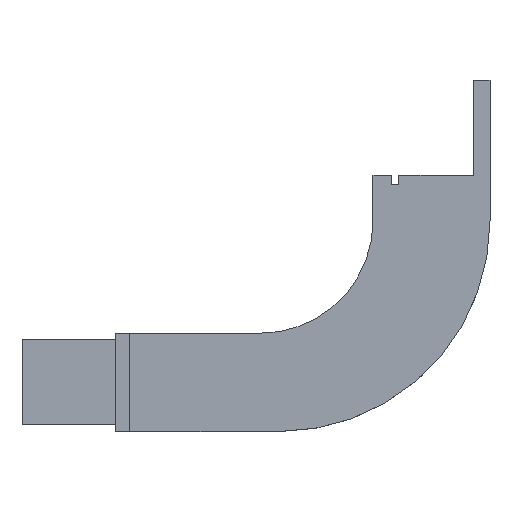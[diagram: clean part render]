
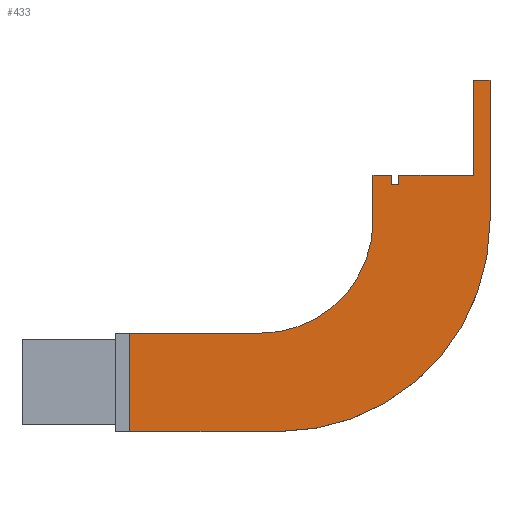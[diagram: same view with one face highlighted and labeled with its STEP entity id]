
A CAD part, top view. The second image highlights one B-rep face of the part: STEP entity #433.
In plain terms, the highlighted planar face has unit normal (0, 0, 1).
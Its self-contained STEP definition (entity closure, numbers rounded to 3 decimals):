
#32 = VERTEX_POINT('',#33);
#33 = CARTESIAN_POINT('',(23.,10.5,10.5));
#125 = EDGE_CURVE('',#32,#126,#128,.T.);
#126 = VERTEX_POINT('',#127);
#127 = CARTESIAN_POINT('',(51.,10.5,10.5));
#128 = LINE('',#129,#130);
#129 = CARTESIAN_POINT('',(23.,10.5,10.5));
#130 = VECTOR('',#131,1.);
#131 = DIRECTION('',(1.,0.,0.));
#187 = EDGE_CURVE('',#32,#188,#190,.T.);
#188 = VERTEX_POINT('',#189);
#189 = CARTESIAN_POINT('',(23.,-10.5,10.5));
#190 = LINE('',#191,#192);
#191 = CARTESIAN_POINT('',(23.,10.5,10.5));
#192 = VECTOR('',#193,1.);
#193 = DIRECTION('',(0.,-1.,0.));
#307 = EDGE_CURVE('',#126,#308,#310,.T.);
#308 = VERTEX_POINT('',#309);
#309 = CARTESIAN_POINT('',(75.,34.5,10.5));
#310 = CIRCLE('',#311,24.);
#311 = AXIS2_PLACEMENT_3D('',#312,#313,#314);
#312 = CARTESIAN_POINT('',(51.,34.5,10.5));
#313 = DIRECTION('',(0.,0.,1.));
#314 = DIRECTION('',(1.,0.,0.));
#433 = ADVANCED_FACE('',(#434),#526,.T.);
#434 = FACE_BOUND('',#435,.T.);
#435 = EDGE_LOOP('',(#436,#444,#453,#461,#469,#477,#485,#493,#501,#509,
    #517,#523,#524,#525));
#436 = ORIENTED_EDGE('',*,*,#437,.F.);
#437 = EDGE_CURVE('',#438,#188,#440,.T.);
#438 = VERTEX_POINT('',#439);
#439 = CARTESIAN_POINT('',(55.,-10.5,10.5));
#440 = LINE('',#441,#442);
#441 = CARTESIAN_POINT('',(55.,-10.5,10.5));
#442 = VECTOR('',#443,1.);
#443 = DIRECTION('',(-1.,0.,0.));
#444 = ORIENTED_EDGE('',*,*,#445,.T.);
#445 = EDGE_CURVE('',#438,#446,#448,.T.);
#446 = VERTEX_POINT('',#447);
#447 = CARTESIAN_POINT('',(100.,34.5,10.5));
#448 = CIRCLE('',#449,45.);
#449 = AXIS2_PLACEMENT_3D('',#450,#451,#452);
#450 = CARTESIAN_POINT('',(55.,34.5,10.5));
#451 = DIRECTION('',(0.,0.,1.));
#452 = DIRECTION('',(1.,0.,0.));
#453 = ORIENTED_EDGE('',*,*,#454,.F.);
#454 = EDGE_CURVE('',#455,#446,#457,.T.);
#455 = VERTEX_POINT('',#456);
#456 = CARTESIAN_POINT('',(100.,64.5,10.5));
#457 = LINE('',#458,#459);
#458 = CARTESIAN_POINT('',(100.,64.5,10.5));
#459 = VECTOR('',#460,1.);
#460 = DIRECTION('',(0.,-1.,0.));
#461 = ORIENTED_EDGE('',*,*,#462,.F.);
#462 = EDGE_CURVE('',#463,#455,#465,.T.);
#463 = VERTEX_POINT('',#464);
#464 = CARTESIAN_POINT('',(96.5,64.5,10.5));
#465 = LINE('',#466,#467);
#466 = CARTESIAN_POINT('',(75.,64.5,10.5));
#467 = VECTOR('',#468,1.);
#468 = DIRECTION('',(1.,0.,0.));
#469 = ORIENTED_EDGE('',*,*,#470,.F.);
#470 = EDGE_CURVE('',#471,#463,#473,.T.);
#471 = VERTEX_POINT('',#472);
#472 = CARTESIAN_POINT('',(96.5,44.288,10.5));
#473 = LINE('',#474,#475);
#474 = CARTESIAN_POINT('',(96.5,37.979,10.5));
#475 = VECTOR('',#476,1.);
#476 = DIRECTION('',(0.,1.,0.));
#477 = ORIENTED_EDGE('',*,*,#478,.T.);
#478 = EDGE_CURVE('',#471,#479,#481,.T.);
#479 = VERTEX_POINT('',#480);
#480 = CARTESIAN_POINT('',(80.5,44.288,10.5));
#481 = LINE('',#482,#483);
#482 = CARTESIAN_POINT('',(80.5,44.288,10.5));
#483 = VECTOR('',#484,1.);
#484 = DIRECTION('',(-1.,0.,0.));
#485 = ORIENTED_EDGE('',*,*,#486,.T.);
#486 = EDGE_CURVE('',#479,#487,#489,.T.);
#487 = VERTEX_POINT('',#488);
#488 = CARTESIAN_POINT('',(80.5,42.272,10.5));
#489 = LINE('',#490,#491);
#490 = CARTESIAN_POINT('',(80.5,37.979,10.5));
#491 = VECTOR('',#492,1.);
#492 = DIRECTION('',(0.,-1.,0.));
#493 = ORIENTED_EDGE('',*,*,#494,.F.);
#494 = EDGE_CURVE('',#495,#487,#497,.T.);
#495 = VERTEX_POINT('',#496);
#496 = CARTESIAN_POINT('',(79.,42.272,10.5));
#497 = LINE('',#498,#499);
#498 = CARTESIAN_POINT('',(79.,42.272,10.5));
#499 = VECTOR('',#500,1.);
#500 = DIRECTION('',(1.,0.,0.));
#501 = ORIENTED_EDGE('',*,*,#502,.T.);
#502 = EDGE_CURVE('',#495,#503,#505,.T.);
#503 = VERTEX_POINT('',#504);
#504 = CARTESIAN_POINT('',(79.,44.288,10.5));
#505 = LINE('',#506,#507);
#506 = CARTESIAN_POINT('',(79.,37.979,10.5));
#507 = VECTOR('',#508,1.);
#508 = DIRECTION('',(0.,1.,0.));
#509 = ORIENTED_EDGE('',*,*,#510,.F.);
#510 = EDGE_CURVE('',#511,#503,#513,.T.);
#511 = VERTEX_POINT('',#512);
#512 = CARTESIAN_POINT('',(75.,44.288,10.5));
#513 = LINE('',#514,#515);
#514 = CARTESIAN_POINT('',(79.,44.288,10.5));
#515 = VECTOR('',#516,1.);
#516 = DIRECTION('',(1.,0.,0.));
#517 = ORIENTED_EDGE('',*,*,#518,.F.);
#518 = EDGE_CURVE('',#308,#511,#519,.T.);
#519 = LINE('',#520,#521);
#520 = CARTESIAN_POINT('',(75.,34.5,10.5));
#521 = VECTOR('',#522,1.);
#522 = DIRECTION('',(0.,1.,0.));
#523 = ORIENTED_EDGE('',*,*,#307,.F.);
#524 = ORIENTED_EDGE('',*,*,#125,.F.);
#525 = ORIENTED_EDGE('',*,*,#187,.T.);
#526 = PLANE('',#527);
#527 = AXIS2_PLACEMENT_3D('',#528,#529,#530);
#528 = CARTESIAN_POINT('',(67.586,20.959,10.5));
#529 = DIRECTION('',(0.,0.,1.));
#530 = DIRECTION('',(1.,0.,0.));
